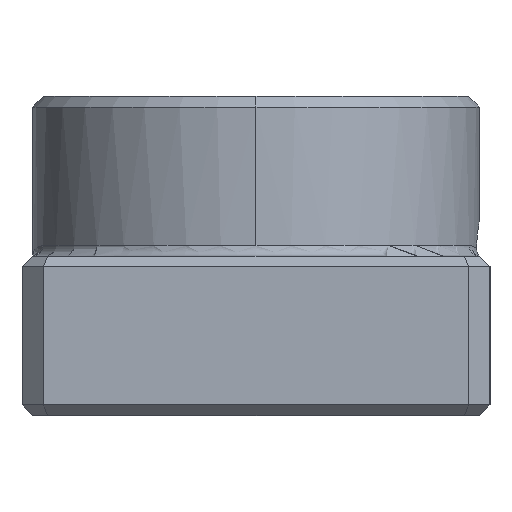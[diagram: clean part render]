
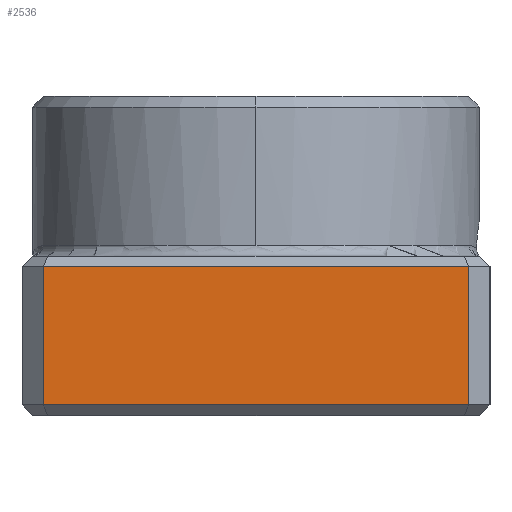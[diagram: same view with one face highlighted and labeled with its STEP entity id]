
A CAD part, left-side view. The second image highlights one B-rep face of the part: STEP entity #2536.
In plain terms, the highlighted planar face has unit normal (-1, 0, 0).
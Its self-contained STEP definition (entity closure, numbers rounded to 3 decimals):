
#398 = CARTESIAN_POINT ( 'NONE',  ( -37., 20., 1. ) ) ;
#508 = VERTEX_POINT ( 'NONE', #1575 ) ;
#517 = DIRECTION ( 'NONE',  ( 0., 1., 0. ) ) ;
#539 = LINE ( 'NONE', #1138, #2379 ) ;
#584 = ORIENTED_EDGE ( 'NONE', *, *, #1223, .T. ) ;
#635 = VECTOR ( 'NONE', #1753, 1000. ) ;
#716 = PLANE ( 'NONE',  #1686 ) ;
#735 = LINE ( 'NONE', #1081, #2286 ) ;
#753 = ORIENTED_EDGE ( 'NONE', *, *, #1434, .T. ) ;
#795 = CARTESIAN_POINT ( 'NONE',  ( -37., 20., 14. ) ) ;
#886 = DIRECTION ( 'NONE',  ( 0., -1., 0. ) ) ;
#1024 = VERTEX_POINT ( 'NONE', #398 ) ;
#1081 = CARTESIAN_POINT ( 'NONE',  ( -37., 20., 1. ) ) ;
#1133 = CARTESIAN_POINT ( 'NONE',  ( -37., -20., 15. ) ) ;
#1138 = CARTESIAN_POINT ( 'NONE',  ( -37., 20., 15. ) ) ;
#1223 = EDGE_CURVE ( 'NONE', #508, #1404, #2027, .T. ) ;
#1274 = VECTOR ( 'NONE', #2098, 1000. ) ;
#1404 = VERTEX_POINT ( 'NONE', #2358 ) ;
#1434 = EDGE_CURVE ( 'NONE', #1024, #1915, #735, .T. ) ;
#1490 = EDGE_CURVE ( 'NONE', #508, #1915, #1730, .T. ) ;
#1498 = EDGE_CURVE ( 'NONE', #1404, #1024, #539, .T. ) ;
#1562 = CARTESIAN_POINT ( 'NONE',  ( -37., 20., 15. ) ) ;
#1575 = CARTESIAN_POINT ( 'NONE',  ( -37., -20., 14. ) ) ;
#1686 = AXIS2_PLACEMENT_3D ( 'NONE', #1562, #2590, #517 ) ;
#1730 = LINE ( 'NONE', #1133, #635 ) ;
#1753 = DIRECTION ( 'NONE',  ( 0., 0., -1. ) ) ;
#1767 = CARTESIAN_POINT ( 'NONE',  ( -37., -20., 1. ) ) ;
#1915 = VERTEX_POINT ( 'NONE', #1767 ) ;
#1928 = ORIENTED_EDGE ( 'NONE', *, *, #1490, .F. ) ;
#1971 = DIRECTION ( 'NONE',  ( 0., 0., -1. ) ) ;
#1993 = EDGE_LOOP ( 'NONE', ( #2498, #753, #1928, #584 ) ) ;
#2021 = FACE_OUTER_BOUND ( 'NONE', #1993, .T. ) ;
#2027 = LINE ( 'NONE', #795, #1274 ) ;
#2098 = DIRECTION ( 'NONE',  ( 0., 1., 0. ) ) ;
#2286 = VECTOR ( 'NONE', #886, 1000. ) ;
#2358 = CARTESIAN_POINT ( 'NONE',  ( -37., 20., 14. ) ) ;
#2379 = VECTOR ( 'NONE', #1971, 1000. ) ;
#2498 = ORIENTED_EDGE ( 'NONE', *, *, #1498, .T. ) ;
#2536 = ADVANCED_FACE ( 'NONE', ( #2021 ), #716, .F. ) ;
#2590 = DIRECTION ( 'NONE',  ( 1., 0., 0. ) ) ;
